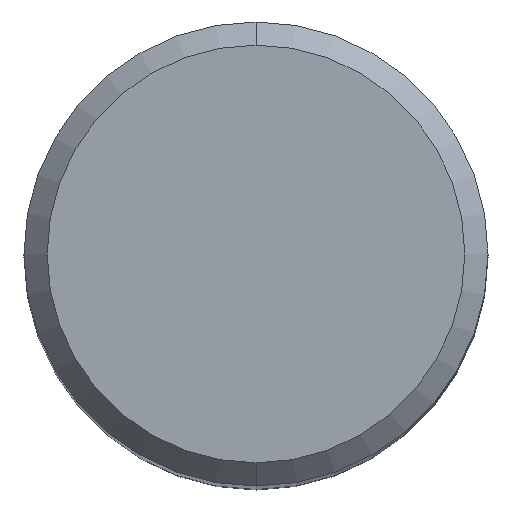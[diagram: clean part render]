
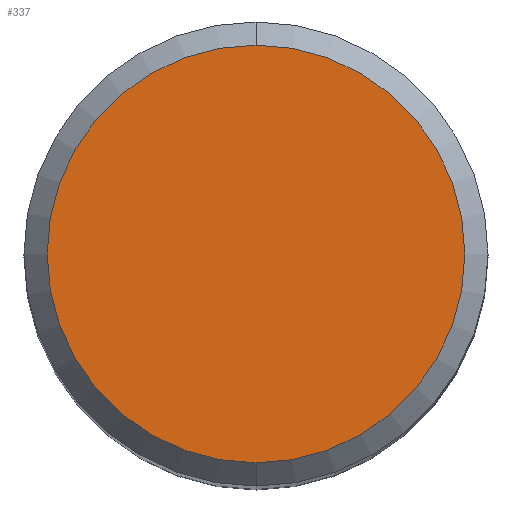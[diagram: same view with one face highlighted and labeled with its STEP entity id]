
A CAD part, top view. The second image highlights one B-rep face of the part: STEP entity #337.
In plain terms, the highlighted planar face has unit normal (0, 0, 1).
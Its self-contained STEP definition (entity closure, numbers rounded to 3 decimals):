
#169=EDGE_CURVE('',#375,#261,#460,.T.);
#261=VERTEX_POINT('',#562);
#285=EDGE_CURVE('',#261,#375,#588,.T.);
#337=ADVANCED_FACE('',(#643),#644,.T.);
#375=VERTEX_POINT('',#684);
#460=CIRCLE('',#772,5.4);
#562=CARTESIAN_POINT('',(0.0,5.4,0.0));
#588=CIRCLE('',#1083,5.4);
#643=FACE_OUTER_BOUND('',#1212,.T.);
#644=PLANE('',#1213);
#684=CARTESIAN_POINT('',(0.,-5.4,0.0));
#772=AXIS2_PLACEMENT_3D('',#1443,#1444,#1445);
#1083=AXIS2_PLACEMENT_3D('',#1588,#1589,#1590);
#1212=EDGE_LOOP('',(#1647,#1648));
#1213=AXIS2_PLACEMENT_3D('',#1649,#1650,#1651);
#1443=CARTESIAN_POINT('',(0.0,0.0,0.0));
#1444=DIRECTION('',(0.0,0.0,-1.0));
#1445=DIRECTION('',(0.0,1.0,0.0));
#1588=CARTESIAN_POINT('',(0.0,0.0,0.0));
#1589=DIRECTION('',(0.0,0.0,-1.0));
#1590=DIRECTION('',(0.0,1.0,0.0));
#1647=ORIENTED_EDGE('',*,*,#285,.F.);
#1648=ORIENTED_EDGE('',*,*,#169,.F.);
#1649=CARTESIAN_POINT('',(0.0,2.7,0.0));
#1650=DIRECTION('',(-0.0,0.0,1.0));
#1651=DIRECTION('',(0.0,-1.0,0.0));
